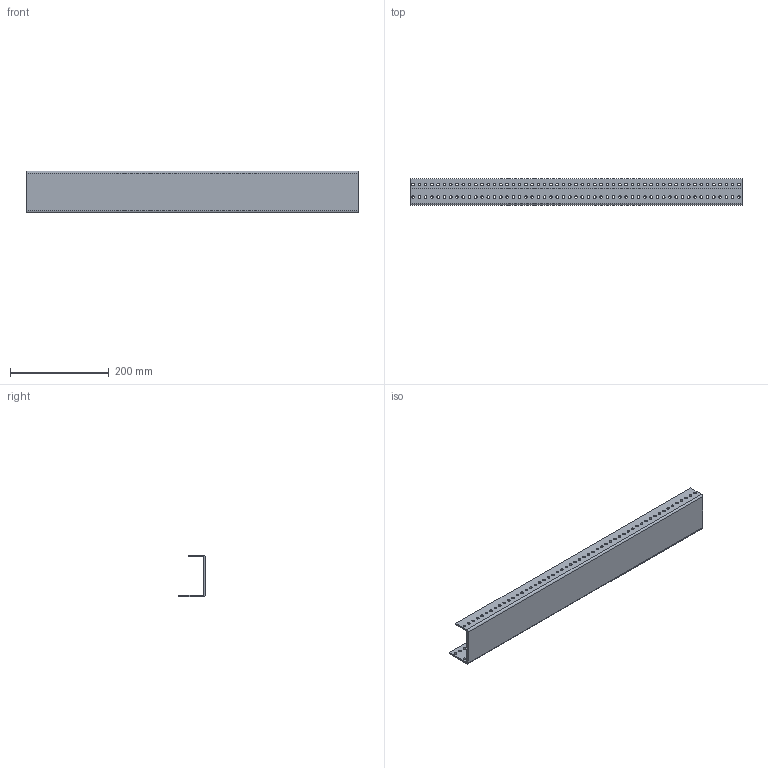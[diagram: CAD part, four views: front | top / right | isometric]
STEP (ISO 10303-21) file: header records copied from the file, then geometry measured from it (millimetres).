
FILE_DESCRIPTION (( 'STEP AP214' ), '1' );
FILE_NAME ('am-3920 AM14U6 End Plate Long Centered Cut.STEP', '2025-01-07T21:05:51', ( '' ), ( '' ), 'SwSTEP 2.0', 'SolidWorks 2024', '' );
FILE_SCHEMA (( 'AUTOMOTIVE_DESIGN' ));
Length unit declared in the file: inch
Products named in the file (1): am-3920 AM14U6 End Plate Long Centered Cut
Bounding box: 673.1 x 53.98 x 84.58 mm (x, y, z)
Volume: 341585.7 mm3; surface area: 228954.2 mm2
Topology: 1 solids, 1 shells, 340 faces, 998 edges, 660 vertices
Faces by surface type: cylinder 322, plane 18
Entity records: 12341 total; most frequent: DIRECTION 2324, CARTESIAN_POINT 1999, ORIENTED_EDGE 1996, EDGE_CURVE 998, AXIS2_PLACEMENT_3D 985, VERTEX_POINT 660, EDGE_LOOP 658, CIRCLE 644
